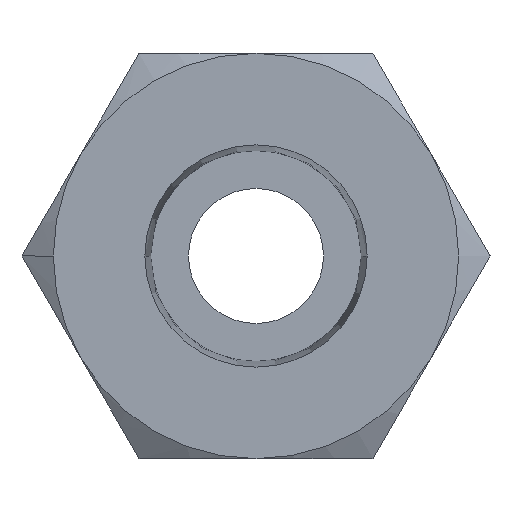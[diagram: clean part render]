
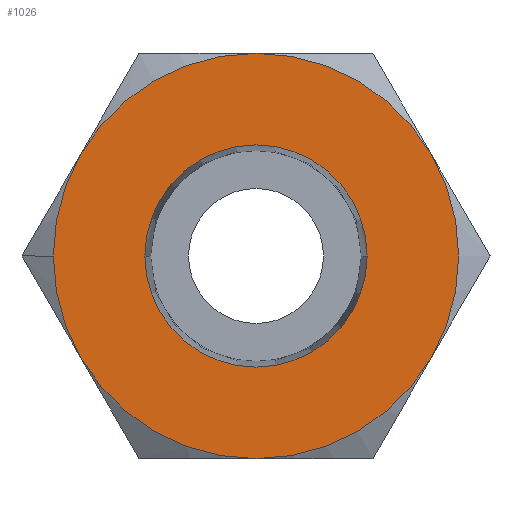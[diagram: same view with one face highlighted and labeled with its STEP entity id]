
A CAD part, front view. The second image highlights one B-rep face of the part: STEP entity #1026.
In plain terms, the highlighted planar face has unit normal (0, -1, 0).
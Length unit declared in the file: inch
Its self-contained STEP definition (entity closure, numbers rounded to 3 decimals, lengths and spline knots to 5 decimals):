
#154 = ORIENTED_EDGE ( 'NONE', *, *, #3087, .T. ) ;
#307 = DIRECTION ( 'NONE',  ( 0., -1., 0. ) ) ;
#433 = CIRCLE ( 'NONE', #1182, 0.47244 ) ;
#532 = VERTEX_POINT ( 'NONE', #3839 ) ;
#569 = EDGE_LOOP ( 'NONE', ( #2252, #810 ) ) ;
#649 = AXIS2_PLACEMENT_3D ( 'NONE', #824, #2058, #2044 ) ;
#690 = FACE_BOUND ( 'NONE', #569, .T. ) ;
#716 = ORIENTED_EDGE ( 'NONE', *, *, #3280, .T. ) ;
#720 = AXIS2_PLACEMENT_3D ( 'NONE', #2945, #1087, #3248 ) ;
#737 = EDGE_CURVE ( 'NONE', #2397, #2785, #1118, .T. ) ;
#810 = ORIENTED_EDGE ( 'NONE', *, *, #3053, .T. ) ;
#823 = CARTESIAN_POINT ( 'NONE',  ( 0., -0.55118, -0.47244 ) ) ;
#824 = CARTESIAN_POINT ( 'NONE',  ( 0.23622, -0.55118, 0. ) ) ;
#882 = CARTESIAN_POINT ( 'NONE',  ( 0., -0.55118, 0. ) ) ;
#899 = VERTEX_POINT ( 'NONE', #823 ) ;
#920 = CIRCLE ( 'NONE', #1053, 0.47244 ) ;
#928 = PLANE ( 'NONE',  #649 ) ;
#1026 = ADVANCED_FACE ( 'NONE', ( #690, #3825 ), #928, .T. ) ;
#1053 = AXIS2_PLACEMENT_3D ( 'NONE', #1255, #3392, #1570 ) ;
#1087 = DIRECTION ( 'NONE',  ( 0., -1., 0. ) ) ;
#1096 = CIRCLE ( 'NONE', #1545, 0.259 ) ;
#1118 = CIRCLE ( 'NONE', #3150, 0.259 ) ;
#1127 = CARTESIAN_POINT ( 'NONE',  ( 0., -0.55118, 0. ) ) ;
#1139 = EDGE_CURVE ( 'NONE', #3571, #2387, #920, .T. ) ;
#1165 = DIRECTION ( 'NONE',  ( 0., -1., 0. ) ) ;
#1166 = CARTESIAN_POINT ( 'NONE',  ( 0., -0.55118, 0. ) ) ;
#1182 = AXIS2_PLACEMENT_3D ( 'NONE', #2127, #307, #2440 ) ;
#1193 = DIRECTION ( 'NONE',  ( -1., 0., 0. ) ) ;
#1205 = DIRECTION ( 'NONE',  ( 1., 0., 0. ) ) ;
#1217 = DIRECTION ( 'NONE',  ( 0., 1., 0. ) ) ;
#1255 = CARTESIAN_POINT ( 'NONE',  ( 0., -0.55118, 0. ) ) ;
#1386 = ORIENTED_EDGE ( 'NONE', *, *, #1925, .T. ) ;
#1406 = CIRCLE ( 'NONE', #3537, 0.47244 ) ;
#1417 = DIRECTION ( 'NONE',  ( 0., -1., 0. ) ) ;
#1455 = DIRECTION ( 'NONE',  ( 1., 0., 0. ) ) ;
#1457 = CARTESIAN_POINT ( 'NONE',  ( 0., -0.55118, 0. ) ) ;
#1528 = VERTEX_POINT ( 'NONE', #3666 ) ;
#1545 = AXIS2_PLACEMENT_3D ( 'NONE', #1127, #3283, #1455 ) ;
#1570 = DIRECTION ( 'NONE',  ( -1., 0., 0. ) ) ;
#1700 = CIRCLE ( 'NONE', #1800, 0.47244 ) ;
#1703 = CARTESIAN_POINT ( 'NONE',  ( -0.47244, -0.55118, 0. ) ) ;
#1763 = DIRECTION ( 'NONE',  ( -1., 0., 0. ) ) ;
#1800 = AXIS2_PLACEMENT_3D ( 'NONE', #3250, #1417, #3544 ) ;
#1839 = EDGE_CURVE ( 'NONE', #532, #1528, #1700, .T. ) ;
#1925 = EDGE_CURVE ( 'NONE', #899, #3571, #3642, .T. ) ;
#2044 = DIRECTION ( 'NONE',  ( 0., 0., -1. ) ) ;
#2058 = DIRECTION ( 'NONE',  ( 0., -1., 0. ) ) ;
#2127 = CARTESIAN_POINT ( 'NONE',  ( 0., -0.55118, 0. ) ) ;
#2252 = ORIENTED_EDGE ( 'NONE', *, *, #737, .T. ) ;
#2257 = CIRCLE ( 'NONE', #2994, 0.47244 ) ;
#2333 = CARTESIAN_POINT ( 'NONE',  ( 0.40915, -0.55118, 0.23622 ) ) ;
#2375 = CARTESIAN_POINT ( 'NONE',  ( -0.40915, -0.55118, -0.23622 ) ) ;
#2387 = VERTEX_POINT ( 'NONE', #2333 ) ;
#2397 = VERTEX_POINT ( 'NONE', #3246 ) ;
#2440 = DIRECTION ( 'NONE',  ( -1., 0., 0. ) ) ;
#2720 = ORIENTED_EDGE ( 'NONE', *, *, #1139, .T. ) ;
#2772 = ORIENTED_EDGE ( 'NONE', *, *, #2893, .T. ) ;
#2785 = VERTEX_POINT ( 'NONE', #2855 ) ;
#2832 = CIRCLE ( 'NONE', #720, 0.47244 ) ;
#2855 = CARTESIAN_POINT ( 'NONE',  ( -0.259, -0.55118, 0. ) ) ;
#2875 = EDGE_LOOP ( 'NONE', ( #2772, #1386, #2720, #154, #3354, #3799, #716 ) ) ;
#2893 = EDGE_CURVE ( 'NONE', #3076, #899, #2832, .T. ) ;
#2945 = CARTESIAN_POINT ( 'NONE',  ( 0., -0.55118, 0. ) ) ;
#2994 = AXIS2_PLACEMENT_3D ( 'NONE', #3014, #1165, #3308 ) ;
#3014 = CARTESIAN_POINT ( 'NONE',  ( 0., -0.55118, 0. ) ) ;
#3048 = DIRECTION ( 'NONE',  ( 0., -1., 0. ) ) ;
#3053 = EDGE_CURVE ( 'NONE', #2785, #2397, #1096, .T. ) ;
#3076 = VERTEX_POINT ( 'NONE', #2375 ) ;
#3087 = EDGE_CURVE ( 'NONE', #2387, #532, #2257, .T. ) ;
#3150 = AXIS2_PLACEMENT_3D ( 'NONE', #1166, #1217, #1205 ) ;
#3246 = CARTESIAN_POINT ( 'NONE',  ( 0.259, -0.55118, 0. ) ) ;
#3248 = DIRECTION ( 'NONE',  ( -1., 0., 0. ) ) ;
#3250 = CARTESIAN_POINT ( 'NONE',  ( 0., -0.55118, 0. ) ) ;
#3280 = EDGE_CURVE ( 'NONE', #3557, #3076, #433, .T. ) ;
#3283 = DIRECTION ( 'NONE',  ( 0., 1., 0. ) ) ;
#3308 = DIRECTION ( 'NONE',  ( -1., 0., 0. ) ) ;
#3345 = AXIS2_PLACEMENT_3D ( 'NONE', #882, #3048, #1193 ) ;
#3354 = ORIENTED_EDGE ( 'NONE', *, *, #1839, .T. ) ;
#3392 = DIRECTION ( 'NONE',  ( 0., -1., 0. ) ) ;
#3537 = AXIS2_PLACEMENT_3D ( 'NONE', #1457, #3578, #1763 ) ;
#3544 = DIRECTION ( 'NONE',  ( -1., 0., 0. ) ) ;
#3557 = VERTEX_POINT ( 'NONE', #1703 ) ;
#3571 = VERTEX_POINT ( 'NONE', #3811 ) ;
#3578 = DIRECTION ( 'NONE',  ( 0., -1., 0. ) ) ;
#3642 = CIRCLE ( 'NONE', #3345, 0.47244 ) ;
#3666 = CARTESIAN_POINT ( 'NONE',  ( -0.40915, -0.55118, 0.23622 ) ) ;
#3799 = ORIENTED_EDGE ( 'NONE', *, *, #3875, .T. ) ;
#3811 = CARTESIAN_POINT ( 'NONE',  ( 0.40915, -0.55118, -0.23622 ) ) ;
#3825 = FACE_OUTER_BOUND ( 'NONE', #2875, .T. ) ;
#3839 = CARTESIAN_POINT ( 'NONE',  ( 0., -0.55118, 0.47244 ) ) ;
#3875 = EDGE_CURVE ( 'NONE', #1528, #3557, #1406, .T. ) ;
